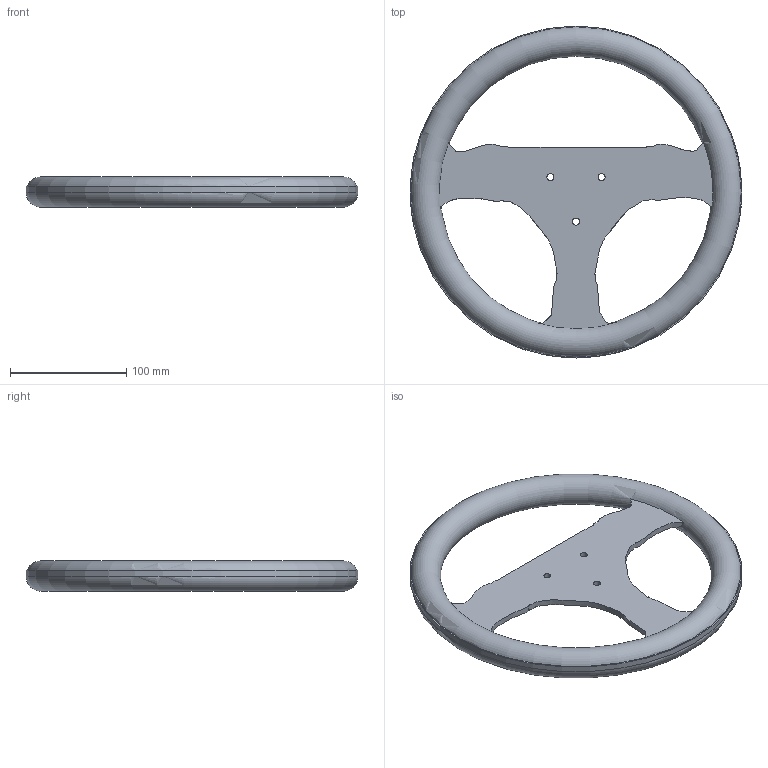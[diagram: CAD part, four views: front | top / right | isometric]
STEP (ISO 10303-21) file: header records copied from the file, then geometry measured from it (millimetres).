
FILE_DESCRIPTION(/* description */ (''),/* implementation_level */ '2;1');
FILE_NAME(/* name */ 'wheel7.stp',/* time_stamp */ '2013-08-12T21:54:09+10:00',/* author */ ('Carson'),/* organization */ (''),/* preprocessor_version */ 'ST-DEVELOPER v15.2',/* originating_system */ 'Autodesk Inventor 2014',/* authorisation */ '');
FILE_SCHEMA (('AUTOMOTIVE_DESIGN { 1 0 10303 214 3 1 1 }'));
Length unit declared in the file: millimetre
Products named in the file (1): wheel7
Bounding box: 285 x 285 x 25.96 mm (x, y, z)
Volume: 508970.1 mm3; surface area: 101445.5 mm2
Topology: 1 solids, 1 shells, 15 faces, 48 edges, 32 vertices
Faces by surface type: bspline 7, cylinder 4, plane 3, torus 1
Full cylindrical faces by diameter (mm): 6 x3, 285 x1
Entity records: 2694 total; most frequent: CARTESIAN_POINT 2314, ORIENTED_EDGE 78, DIRECTION 52, EDGE_CURVE 39, EDGE_LOOP 30, VERTEX_POINT 29, AXIS2_PLACEMENT_3D 24, B_SPLINE_CURVE_WITH_KNOTS 20
